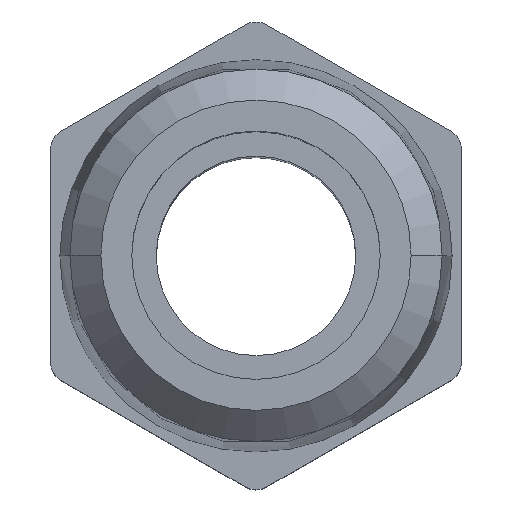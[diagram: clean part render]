
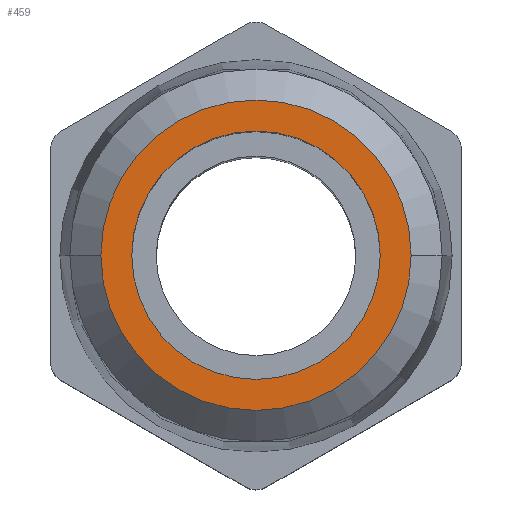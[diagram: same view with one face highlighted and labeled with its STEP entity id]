
A CAD part, top view. The second image highlights one B-rep face of the part: STEP entity #459.
In plain terms, the highlighted planar face has unit normal (0, 0, 1).
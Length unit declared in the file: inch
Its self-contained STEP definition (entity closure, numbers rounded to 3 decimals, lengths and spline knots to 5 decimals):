
#5 = EDGE_LOOP ( 'NONE', ( #21, #1049 ) ) ;
#21 = ORIENTED_EDGE ( 'NONE', *, *, #1173, .F. ) ;
#33 = DIRECTION ( 'NONE',  ( 1., 0., 0. ) ) ;
#40 = EDGE_CURVE ( 'NONE', #1031, #806, #789, .T. ) ;
#72 = DIRECTION ( 'NONE',  ( 0., 0., 1. ) ) ;
#87 = CIRCLE ( 'NONE', #548, 0.21242 ) ;
#105 = DIRECTION ( 'NONE',  ( 0., 0., 1. ) ) ;
#106 = EDGE_CURVE ( 'NONE', #793, #197, #1148, .T. ) ;
#122 = AXIS2_PLACEMENT_3D ( 'NONE', #1171, #798, #239 ) ;
#145 = PLANE ( 'NONE',  #122 ) ;
#197 = VERTEX_POINT ( 'NONE', #1145 ) ;
#239 = DIRECTION ( 'NONE',  ( 1., 0., 0. ) ) ;
#290 = ORIENTED_EDGE ( 'NONE', *, *, #106, .T. ) ;
#314 = CARTESIAN_POINT ( 'NONE',  ( 0.21242, 0., 0.618 ) ) ;
#386 = FACE_OUTER_BOUND ( 'NONE', #536, .T. ) ;
#447 = CARTESIAN_POINT ( 'NONE',  ( -0.17, 0., 0.618 ) ) ;
#459 = ADVANCED_FACE ( 'NONE', ( #859, #386 ), #145, .T. ) ;
#480 = CARTESIAN_POINT ( 'NONE',  ( 0., 0., 0.618 ) ) ;
#536 = EDGE_LOOP ( 'NONE', ( #668, #290 ) ) ;
#542 = AXIS2_PLACEMENT_3D ( 'NONE', #480, #1133, #576 ) ;
#548 = AXIS2_PLACEMENT_3D ( 'NONE', #1158, #603, #33 ) ;
#576 = DIRECTION ( 'NONE',  ( 1., 0., 0. ) ) ;
#603 = DIRECTION ( 'NONE',  ( 0., 0., 1. ) ) ;
#636 = CARTESIAN_POINT ( 'NONE',  ( 0., 0., 0.618 ) ) ;
#658 = CARTESIAN_POINT ( 'NONE',  ( 0., 0., 0.618 ) ) ;
#668 = ORIENTED_EDGE ( 'NONE', *, *, #795, .T. ) ;
#725 = DIRECTION ( 'NONE',  ( 1., 0., 0. ) ) ;
#752 = DIRECTION ( 'NONE',  ( 1., 0., 0. ) ) ;
#789 = CIRCLE ( 'NONE', #1043, 0.17 ) ;
#793 = VERTEX_POINT ( 'NONE', #314 ) ;
#795 = EDGE_CURVE ( 'NONE', #197, #793, #87, .T. ) ;
#798 = DIRECTION ( 'NONE',  ( 0., 0., 1. ) ) ;
#806 = VERTEX_POINT ( 'NONE', #974 ) ;
#847 = CIRCLE ( 'NONE', #904, 0.17 ) ;
#859 = FACE_BOUND ( 'NONE', #5, .T. ) ;
#904 = AXIS2_PLACEMENT_3D ( 'NONE', #658, #105, #752 ) ;
#974 = CARTESIAN_POINT ( 'NONE',  ( 0.17, 0., 0.618 ) ) ;
#1031 = VERTEX_POINT ( 'NONE', #447 ) ;
#1043 = AXIS2_PLACEMENT_3D ( 'NONE', #636, #72, #725 ) ;
#1049 = ORIENTED_EDGE ( 'NONE', *, *, #40, .F. ) ;
#1133 = DIRECTION ( 'NONE',  ( 0., 0., 1. ) ) ;
#1145 = CARTESIAN_POINT ( 'NONE',  ( -0.21242, 0., 0.618 ) ) ;
#1148 = CIRCLE ( 'NONE', #542, 0.21242 ) ;
#1158 = CARTESIAN_POINT ( 'NONE',  ( 0., 0., 0.618 ) ) ;
#1171 = CARTESIAN_POINT ( 'NONE',  ( 0., 0., 0.618 ) ) ;
#1173 = EDGE_CURVE ( 'NONE', #806, #1031, #847, .T. ) ;
